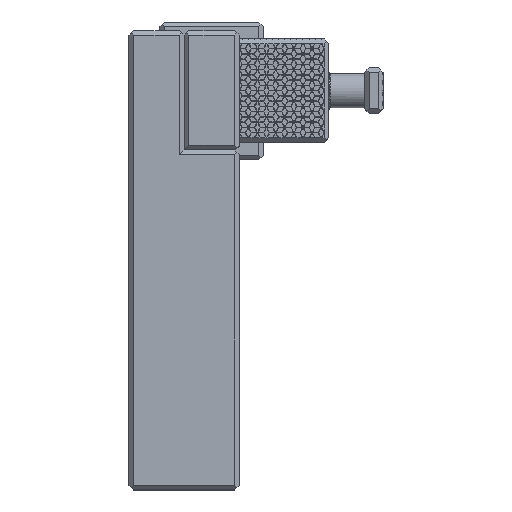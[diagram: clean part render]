
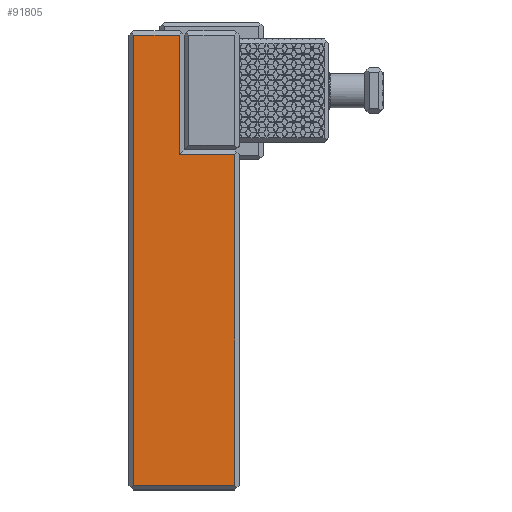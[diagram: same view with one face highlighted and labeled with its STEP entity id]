
A CAD part, top view. The second image highlights one B-rep face of the part: STEP entity #91805.
In plain terms, the highlighted planar face has unit normal (0, 0, 1).
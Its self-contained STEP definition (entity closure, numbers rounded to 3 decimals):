
#115=FACE_OUTER_BOUND('',#6401,.T.);
#6401=EDGE_LOOP('',(#59144,#59145,#59146,#59147,#59148,#59149));
#12695=LINE('',#130309,#25856);
#12696=LINE('',#130311,#25857);
#12697=LINE('',#130313,#25858);
#12698=LINE('',#130315,#25859);
#12699=LINE('',#130317,#25860);
#12700=LINE('',#130318,#25861);
#25856=VECTOR('',#104492,20.);
#25857=VECTOR('',#104493,196.);
#25858=VECTOR('',#104494,44.);
#25859=VECTOR('',#104495,144.);
#25860=VECTOR('',#104496,24.);
#25861=VECTOR('',#104497,52.);
#39017=VERTEX_POINT('',#130307);
#39018=VERTEX_POINT('',#130308);
#39019=VERTEX_POINT('',#130310);
#39020=VERTEX_POINT('',#130312);
#39021=VERTEX_POINT('',#130314);
#39022=VERTEX_POINT('',#130316);
#45947=EDGE_CURVE('',#39017,#39018,#12695,.T.);
#45948=EDGE_CURVE('',#39018,#39019,#12696,.T.);
#45949=EDGE_CURVE('',#39019,#39020,#12697,.T.);
#45950=EDGE_CURVE('',#39020,#39021,#12698,.T.);
#45951=EDGE_CURVE('',#39021,#39022,#12699,.T.);
#45952=EDGE_CURVE('',#39022,#39017,#12700,.T.);
#59144=ORIENTED_EDGE('',*,*,#45947,.T.);
#59145=ORIENTED_EDGE('',*,*,#45948,.T.);
#59146=ORIENTED_EDGE('',*,*,#45949,.T.);
#59147=ORIENTED_EDGE('',*,*,#45950,.T.);
#59148=ORIENTED_EDGE('',*,*,#45951,.T.);
#59149=ORIENTED_EDGE('',*,*,#45952,.T.);
#85535=PLANE('',#98156);
#91805=ADVANCED_FACE('',(#115),#85535,.F.);
#98156=AXIS2_PLACEMENT_3D('',#130306,#104490,#104491);
#104490=DIRECTION('center_axis',(0.,0.,-1.));
#104491=DIRECTION('ref_axis',(-1.,0.,0.));
#104492=DIRECTION('',(0.,-1.,0.));
#104493=DIRECTION('',(1.,0.,0.));
#104494=DIRECTION('',(0.,1.,0.));
#104495=DIRECTION('',(-1.,0.,0.));
#104496=DIRECTION('',(0.,-1.,0.));
#104497=DIRECTION('',(-1.,0.,0.));
#130306=CARTESIAN_POINT('Origin',(-56.61,0.,210.225));
#130307=CARTESIAN_POINT('',(-54.61,-2.,210.225));
#130308=CARTESIAN_POINT('',(-54.61,-22.,210.225));
#130309=CARTESIAN_POINT('',(-54.61,-2.,210.225));
#130310=CARTESIAN_POINT('',(141.39,-22.,210.225));
#130311=CARTESIAN_POINT('',(-54.61,-22.,210.225));
#130312=CARTESIAN_POINT('',(141.39,22.,210.225));
#130313=CARTESIAN_POINT('',(141.39,-22.,210.225));
#130314=CARTESIAN_POINT('',(-2.61,22.,210.225));
#130315=CARTESIAN_POINT('',(141.39,22.,210.225));
#130316=CARTESIAN_POINT('',(-2.61,-2.,210.225));
#130317=CARTESIAN_POINT('',(-2.61,22.,210.225));
#130318=CARTESIAN_POINT('',(-2.61,-2.,210.225));
